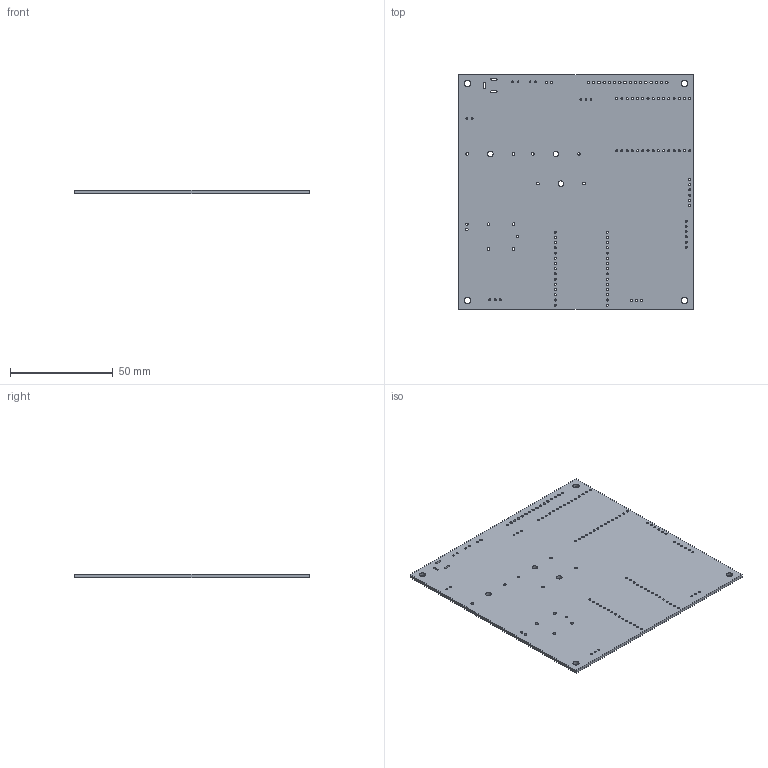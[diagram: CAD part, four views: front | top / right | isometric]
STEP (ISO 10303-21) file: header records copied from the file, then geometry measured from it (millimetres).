
FILE_DESCRIPTION(('KiCad electronic assembly'),'2;1');
FILE_NAME('WorkingBoard.step','2023-02-26T19:14:34',('Pcbnew'),('Kicad') ,'Open CASCADE STEP processor 7.6','KiCad to STEP converter','Unknown' );
FILE_SCHEMA(('AUTOMOTIVE_DESIGN { 1 0 10303 214 1 1 1 1 }'));
Length unit declared in the file: millimetre
Products named in the file (2): WorkingBoard 1; WorkingBoard PCB
Assembly tree (1 placements, depth 2):
  WorkingBoard 1
    WorkingBoard PCB
Bounding box: 114.3 x 114.3 x 1.6 mm (x, y, z)
Volume: 20651.5 mm3; surface area: 27303.9 mm2
Topology: 1 solids, 1 shells, 143 faces, 423 edges, 282 vertices
Faces by surface type: cylinder 131, plane 12
Full cylindrical faces by diameter (mm): 0.8 x3, 0.9 x6, 1 x78, 1.092 x1, 1.1 x4, 1.2 x16, 1.3 x6, 1.397 x4, 2.7 x3, 3 x4
Entity records: 11783 total; most frequent: CARTESIAN_POINT 3268, DIRECTION 1559, ORIENTED_EDGE 846, PCURVE 846, DEFINITIONAL_REPRESENTATION 846, LINE 745, VECTOR 745, EDGE_CURVE 423
